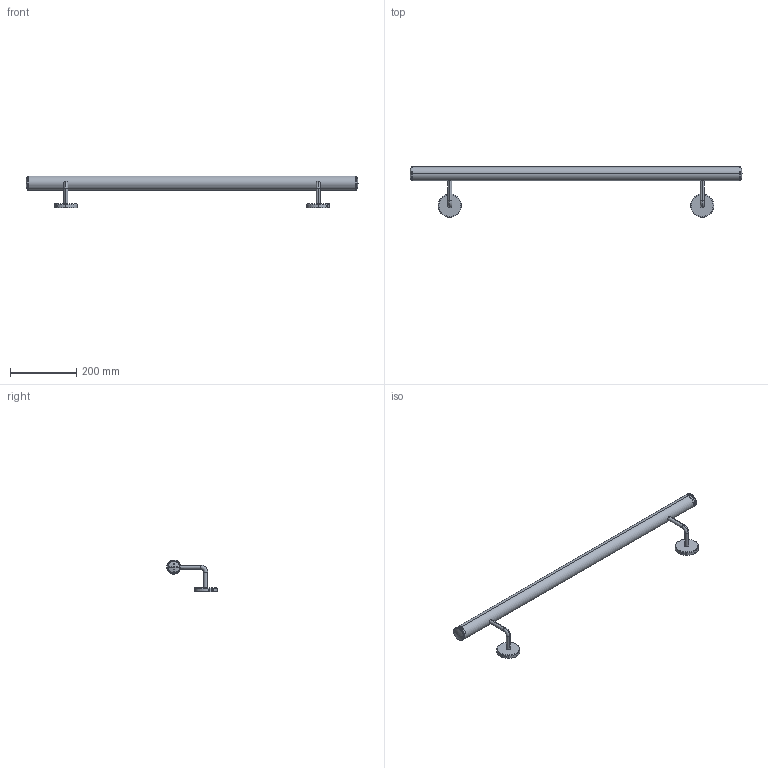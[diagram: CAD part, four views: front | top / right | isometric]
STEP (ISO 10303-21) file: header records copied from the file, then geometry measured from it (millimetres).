
FILE_DESCRIPTION (( 'STEP AP203' ), '1' );
FILE_NAME ('57500-240-S.STEP', '2016-06-13T10:29:54', ( '' ), ( '' ), 'SwSTEP 2.0', 'SolidWorks 2015', '' );
FILE_SCHEMA (( 'CONFIG_CONTROL_DESIGN' ));
Length unit declared in the file: millimetre
Products named in the file (5): 57500-240-S Teil3; 57500-240-S Teil1; 57500-240-S Teil2; 50310-240G___; 57500-240-S
Assembly tree (7 placements, depth 2):
  57500-240-S
    57500-240-S Teil3
    57500-240-S Teil1  x2
    57500-240-S Teil2  x2
    50310-240G___  x2
Bounding box: 1000 x 152.4 x 96.2 mm (x, y, z)
Volume: 321639.9 mm3; surface area: 314475.5 mm2
Topology: 7 solids, 7 shells, 1958 faces, 4670 edges, 2754 vertices
Faces by surface type: plane 764, cone 506, cylinder 352, bspline 224, sphere 96, torus 16
Entity records: 34218 total; most frequent: CARTESIAN_POINT 12249, ORIENTED_EDGE 4682, DIRECTION 4200, EDGE_CURVE 2341, AXIS2_PLACEMENT_3D 1751, VERTEX_POINT 1381, EDGE_LOOP 1006, ADVANCED_FACE 982
